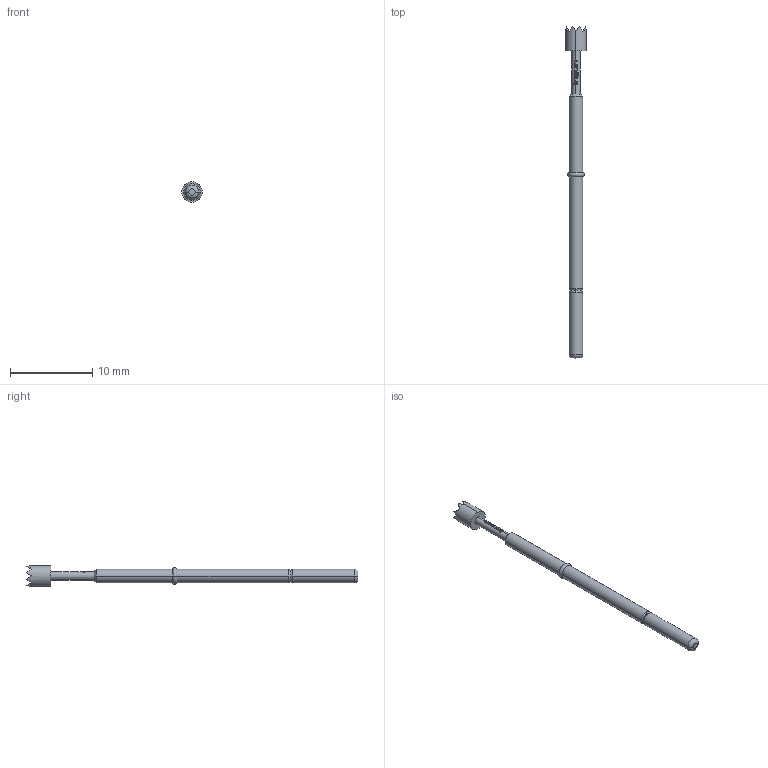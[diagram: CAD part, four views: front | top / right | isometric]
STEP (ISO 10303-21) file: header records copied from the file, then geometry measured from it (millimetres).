
FILE_DESCRIPTION (( 'STEP AP203' ), '1' );
FILE_NAME ('INGUN_GKS-112_306_250_R_xx10.STEP', '2021-12-22T11:17:10', ( 'ochi' ), ( '' ), 'SwSTEP 2.0', 'SolidWorks 2018', '' );
FILE_SCHEMA (( 'CONFIG_CONTROL_DESIGN' ));
Length unit declared in the file: millimetre
Products named in the file (1): INGUN_GKS-112_306_250_R_xx10
Bounding box: 2.5 x 40.3 x 2.5 mm (x, y, z)
Volume: 84.9 mm3; surface area: 220.3 mm2
Topology: 1 solids, 1 shells, 143 faces, 353 edges, 215 vertices
Faces by surface type: plane 63, bspline 50, cylinder 20, torus 8, cone 2
Entity records: 5222 total; most frequent: CARTESIAN_POINT 2416, ORIENTED_EDGE 706, EDGE_CURVE 353, DIRECTION 341, VERTEX_POINT 215, B_SPLINE_CURVE_WITH_KNOTS 204, EDGE_LOOP 146, ADVANCED_FACE 143
